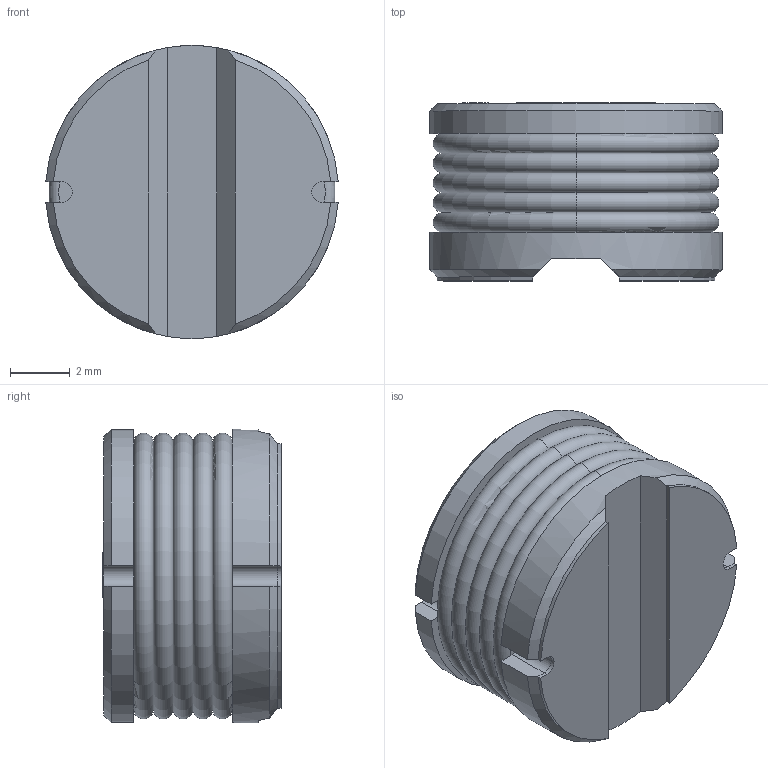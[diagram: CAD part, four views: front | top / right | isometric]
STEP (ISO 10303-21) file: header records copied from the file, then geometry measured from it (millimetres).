
FILE_DESCRIPTION (( 'STEP AP214' ), '1' );
FILE_NAME ('CCFE20AE-4588-4D13-AB13-C2DA7C52978C.STEP', '2023-01-24T13:25:55', ( '' ), ( '' ), 'SwSTEP 2.0', 'SolidWorks 2022', '' );
FILE_SCHEMA (( 'AUTOMOTIVE_DESIGN' ));
Length unit declared in the file: millimetre
Products named in the file (1): CCFE20AE-4588-4D13-AB13-C2DA7C52978C
Bounding box: 9.78 x 5.95 x 9.8 mm (x, y, z)
Volume: 405.5 mm3; surface area: 500.5 mm2
Topology: 7 solids, 7 shells, 111 faces, 274 edges, 177 vertices
Faces by surface type: plane 76, cylinder 18, torus 10, cone 7
Entity records: 4614 total; most frequent: CARTESIAN_POINT 635, DIRECTION 559, ORIENTED_EDGE 548, EDGE_CURVE 274, AXIS2_PLACEMENT_3D 189, LINE 181, VECTOR 181, VERTEX_POINT 177
